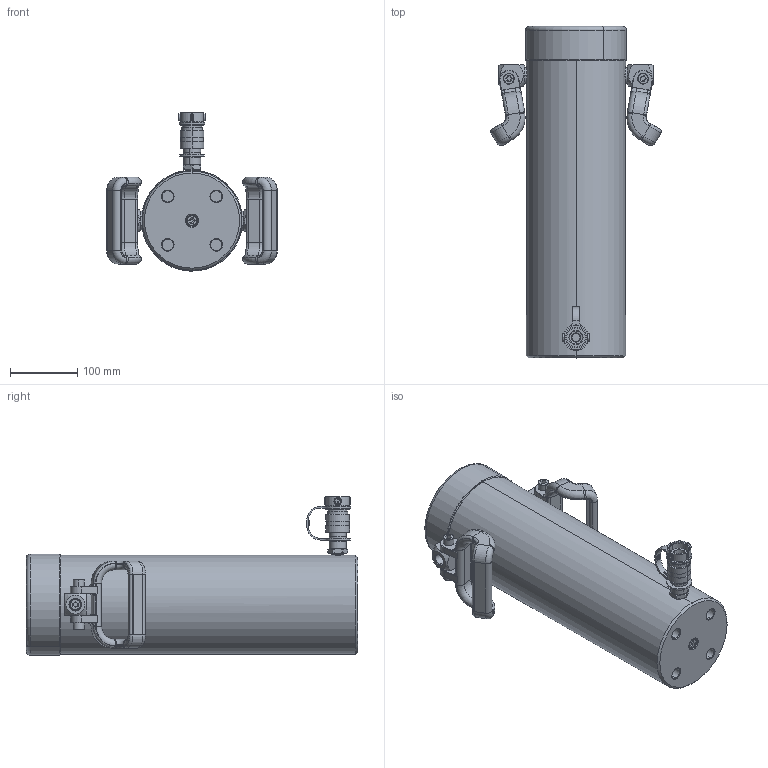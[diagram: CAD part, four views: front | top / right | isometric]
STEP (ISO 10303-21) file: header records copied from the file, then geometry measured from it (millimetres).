
FILE_DESCRIPTION (( 'STEP AP203' ), '1' );
FILE_NAME ('H7513.STEP', '2024-10-16T01:30:20', ( '' ), ( '' ), 'SwSTEP 2.0', 'SolidWorks 2018', '' );
FILE_SCHEMA (( 'CONFIG_CONTROL_DESIGN' ));
Length unit declared in the file: millimetre
Products named in the file (1): H7513
Bounding box: 252.91 x 492.13 x 234.64 mm (x, y, z)
Volume: 6789143.4 mm3; surface area: 890349 mm2
Topology: 25 solids, 25 shells, 1365 faces, 3128 edges, 1845 vertices
Faces by surface type: cylinder 476, plane 368, cone 226, torus 150, bspline 137, sphere 8
Entity records: 49511 total; most frequent: CARTESIAN_POINT 19391, DIRECTION 6384, ORIENTED_EDGE 6172, EDGE_CURVE 3086, AXIS2_PLACEMENT_3D 2540, VERTEX_POINT 1845, EDGE_LOOP 1491, ADVANCED_FACE 1365
